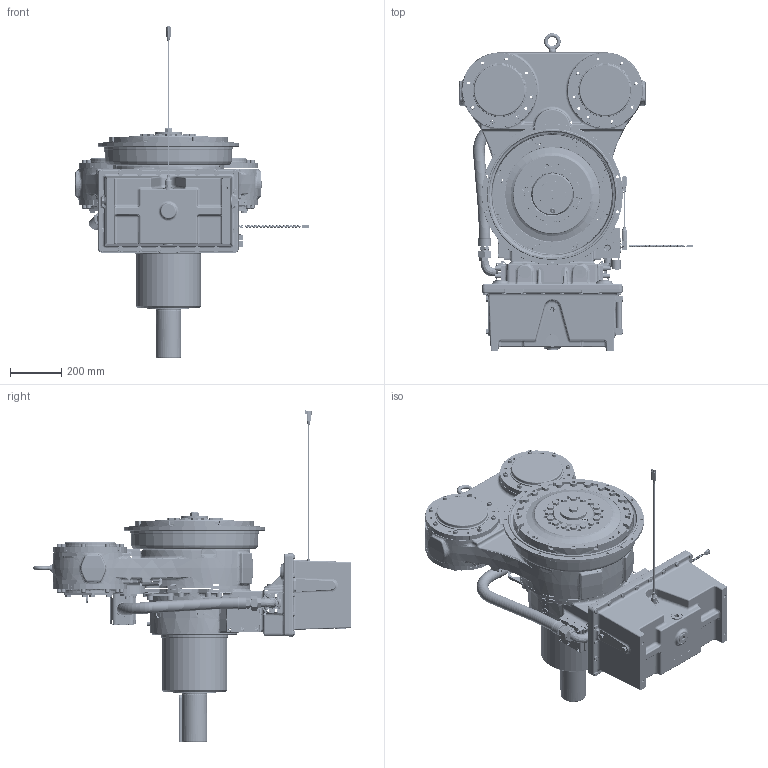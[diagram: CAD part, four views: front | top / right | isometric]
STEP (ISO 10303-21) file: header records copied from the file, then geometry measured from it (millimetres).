
FILE_DESCRIPTION (( 'STEP AP214' ), '1' );
FILE_NAME ('1029600J.step', '2021-03-23T20:15:37', ( 'TDI' ), ( 'Twin Disc Inc' ), 'SwSTEP 2.0', 'SolidWorks 2019', '' );
FILE_SCHEMA (( 'AUTOMOTIVE_DESIGN' ));
Length unit declared in the file: millimetre
Products named in the file (1): 1029600J
Bounding box: 915.08 x 1242.32 x 1299.18 mm (x, y, z)
Surface area: 4547628.6 mm2 (no closed solid volume)
Topology: 0 solids, 372 shells, 3820 faces, 14556 edges, 10805 vertices
Faces by surface type: plane 1731, cylinder 1081, bspline 401, cone 338, torus 196, sphere 73
Full cylindrical faces by diameter (mm): 2.54 x2, 2.794 x5, 5 x2, 5.7 x2, 6 x1, 8 x26, 8.5 x20, 9 x1, 10 x2, 10.2 x9, 10.4 x1, 11.112 x2, 11.906 x12, 12 x4, 12.025 x16, 13 x8, 13.492 x8, 14 x24, 15.875 x2, 16 x5, 16.662 x8, 16.8 x2, 17.5 x12, 18 x46, 18.771 x1, 18.872 x5, 19 x5, 19.05 x2, 20 x2, 20.574 x1
Entity records: 271251 total; most frequent: CARTESIAN_POINT 118654, DIRECTION 21273, ORIENTED_EDGE 20039, EDGE_CURVE 13679, VERTEX_POINT 10556, AXIS2_PLACEMENT_3D 7764, LINE 5745, VECTOR 5745
